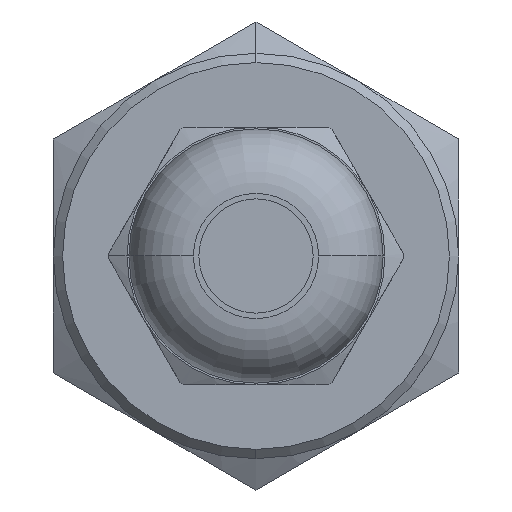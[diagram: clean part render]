
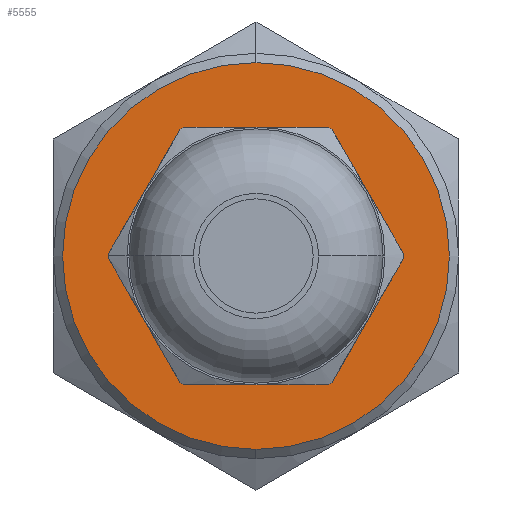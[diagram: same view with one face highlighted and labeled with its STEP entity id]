
A CAD part, left-side view. The second image highlights one B-rep face of the part: STEP entity #5555.
In plain terms, the highlighted face is planar.
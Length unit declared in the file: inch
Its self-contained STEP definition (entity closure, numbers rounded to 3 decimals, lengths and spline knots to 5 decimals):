
#21 = ORIENTED_EDGE ( 'NONE', *, *, #5363, .F. ) ;
#115 = CARTESIAN_POINT ( 'NONE',  ( 0., -1.94882, 0. ) ) ;
#456 = AXIS2_PLACEMENT_3D ( 'NONE', #1567, #9581, #9634 ) ;
#677 = VERTEX_POINT ( 'NONE', #9539 ) ;
#827 = ORIENTED_EDGE ( 'NONE', *, *, #9354, .F. ) ;
#1567 = CARTESIAN_POINT ( 'NONE',  ( 0., -1.94882, 0. ) ) ;
#2761 = EDGE_LOOP ( 'NONE', ( #21, #827 ) ) ;
#2765 = AXIS2_PLACEMENT_3D ( 'NONE', #115, #7392, #5889 ) ;
#4051 = PLANE ( 'NONE',  #6657 ) ;
#5363 = EDGE_CURVE ( 'NONE', #677, #7148, #7309, .T. ) ;
#5555 = ADVANCED_FACE ( 'NONE', ( #7943 ), #4051, .T. ) ;
#5700 = DIRECTION ( 'NONE',  ( 0., -1., 0. ) ) ;
#5889 = DIRECTION ( 'NONE',  ( -1., 0., 0. ) ) ;
#6486 = DIRECTION ( 'NONE',  ( 0., 0., -1. ) ) ;
#6657 = AXIS2_PLACEMENT_3D ( 'NONE', #8741, #5700, #6486 ) ;
#7102 = CARTESIAN_POINT ( 'NONE',  ( 0.41339, -1.94882, 0. ) ) ;
#7148 = VERTEX_POINT ( 'NONE', #7102 ) ;
#7309 = CIRCLE ( 'NONE', #456, 0.41339 ) ;
#7392 = DIRECTION ( 'NONE',  ( 0., 1., 0. ) ) ;
#7943 = FACE_OUTER_BOUND ( 'NONE', #2761, .T. ) ;
#8741 = CARTESIAN_POINT ( 'NONE',  ( 0., -1.94882, 0. ) ) ;
#9354 = EDGE_CURVE ( 'NONE', #7148, #677, #10288, .T. ) ;
#9539 = CARTESIAN_POINT ( 'NONE',  ( -0.41339, -1.94882, 0. ) ) ;
#9581 = DIRECTION ( 'NONE',  ( 0., 1., 0. ) ) ;
#9634 = DIRECTION ( 'NONE',  ( -1., 0., 0. ) ) ;
#10288 = CIRCLE ( 'NONE', #2765, 0.41339 ) ;
